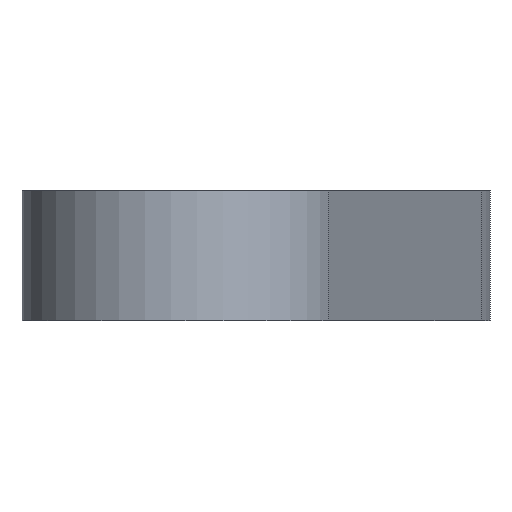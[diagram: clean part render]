
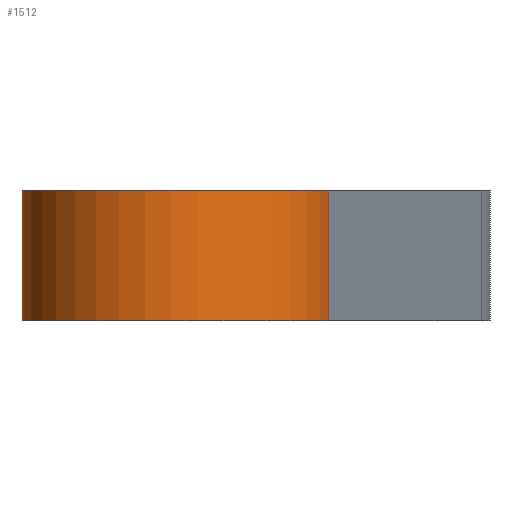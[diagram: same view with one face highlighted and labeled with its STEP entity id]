
A CAD part, front view. The second image highlights one B-rep face of the part: STEP entity #1512.
In plain terms, the highlighted cylindrical face has radius 6 mm (diameter 12 mm), a partial arc.
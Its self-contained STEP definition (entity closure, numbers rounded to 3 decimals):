
#1 = ORIENTED_EDGE ( 'NONE', *, *, #1728, .F. ) ;
#29 = CARTESIAN_POINT ( 'NONE',  ( 0., 0., 2.5 ) ) ;
#32 = VERTEX_POINT ( 'NONE', #1701 ) ;
#44 = LINE ( 'NONE', #1123, #1826 ) ;
#60 = VERTEX_POINT ( 'NONE', #1874 ) ;
#61 = VECTOR ( 'NONE', #921, 1000. ) ;
#149 = ORIENTED_EDGE ( 'NONE', *, *, #941, .T. ) ;
#160 = CARTESIAN_POINT ( 'NONE',  ( 0., 0., 2.5 ) ) ;
#258 = EDGE_CURVE ( 'NONE', #357, #60, #44, .T. ) ;
#344 = DIRECTION ( 'NONE',  ( 0., 0., 1. ) ) ;
#357 = VERTEX_POINT ( 'NONE', #685 ) ;
#365 = AXIS2_PLACEMENT_3D ( 'NONE', #29, #344, #510 ) ;
#510 = DIRECTION ( 'NONE',  ( -1., 0., 0. ) ) ;
#625 = CARTESIAN_POINT ( 'NONE',  ( 0., 0., 7.5 ) ) ;
#685 = CARTESIAN_POINT ( 'NONE',  ( 5.796, -1.553, 2.5 ) ) ;
#711 = CIRCLE ( 'NONE', #1776, 6. ) ;
#765 = AXIS2_PLACEMENT_3D ( 'NONE', #160, #1594, #1588 ) ;
#917 = CARTESIAN_POINT ( 'NONE',  ( -6., 0., 2.5 ) ) ;
#921 = DIRECTION ( 'NONE',  ( 0., 0., 1. ) ) ;
#941 = EDGE_CURVE ( 'NONE', #32, #357, #1680, .T. ) ;
#947 = EDGE_LOOP ( 'NONE', ( #1, #1506, #149, #980 ) ) ;
#980 = ORIENTED_EDGE ( 'NONE', *, *, #258, .T. ) ;
#1099 = DIRECTION ( 'NONE',  ( 1., 0., 0. ) ) ;
#1107 = FACE_OUTER_BOUND ( 'NONE', #947, .T. ) ;
#1113 = CARTESIAN_POINT ( 'NONE',  ( -6., 0., 7.5 ) ) ;
#1123 = CARTESIAN_POINT ( 'NONE',  ( 5.796, -1.553, 2.5 ) ) ;
#1156 = LINE ( 'NONE', #917, #61 ) ;
#1164 = VERTEX_POINT ( 'NONE', #1113 ) ;
#1376 = EDGE_CURVE ( 'NONE', #32, #1164, #1156, .T. ) ;
#1506 = ORIENTED_EDGE ( 'NONE', *, *, #1376, .F. ) ;
#1512 = ADVANCED_FACE ( 'NONE', ( #1107 ), #1972, .T. ) ;
#1588 = DIRECTION ( 'NONE',  ( 1., 0., 0. ) ) ;
#1594 = DIRECTION ( 'NONE',  ( 0., 0., 1. ) ) ;
#1680 = CIRCLE ( 'NONE', #765, 6. ) ;
#1701 = CARTESIAN_POINT ( 'NONE',  ( -6., 0., 2.5 ) ) ;
#1728 = EDGE_CURVE ( 'NONE', #1164, #60, #711, .T. ) ;
#1776 = AXIS2_PLACEMENT_3D ( 'NONE', #625, #1880, #1099 ) ;
#1826 = VECTOR ( 'NONE', #1905, 1000. ) ;
#1874 = CARTESIAN_POINT ( 'NONE',  ( 5.796, -1.553, 7.5 ) ) ;
#1880 = DIRECTION ( 'NONE',  ( 0., 0., 1. ) ) ;
#1905 = DIRECTION ( 'NONE',  ( 0., 0., 1. ) ) ;
#1972 = CYLINDRICAL_SURFACE ( 'NONE', #365, 6. ) ;
